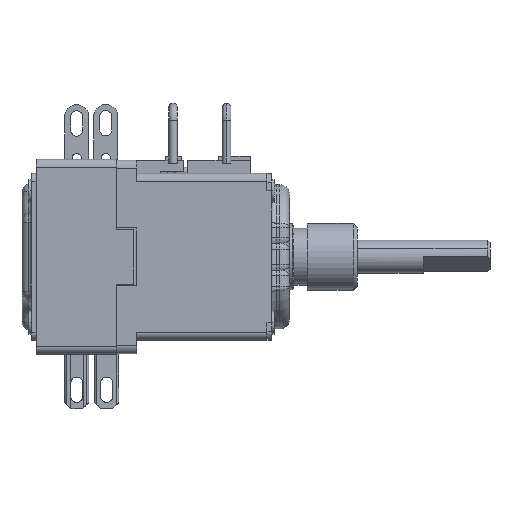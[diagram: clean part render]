
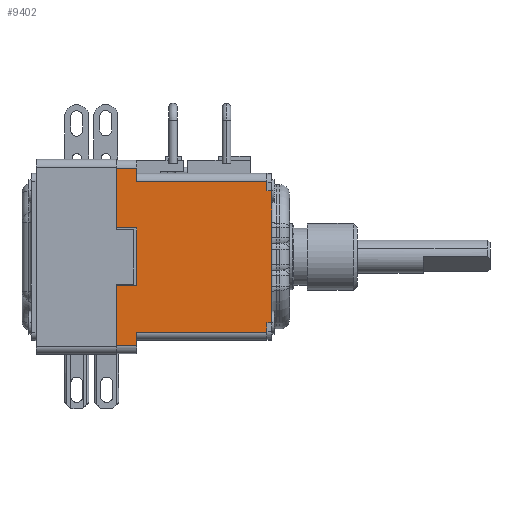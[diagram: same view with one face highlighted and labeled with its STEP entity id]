
A CAD part, left-side view. The second image highlights one B-rep face of the part: STEP entity #9402.
In plain terms, the highlighted planar face has unit normal (-1, 0, 0).
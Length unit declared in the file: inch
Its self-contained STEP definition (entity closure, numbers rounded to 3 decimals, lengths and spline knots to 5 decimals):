
#390=DIRECTION('',(0.,0.,-1.));
#391=VECTOR('',#390,0.494);
#392=CARTESIAN_POINT('',(-0.3125,-0.454,0.247));
#393=LINE('',#392,#391);
#708=DIRECTION('',(0.,0.,1.));
#709=VECTOR('',#708,0.0355);
#710=CARTESIAN_POINT('',(-0.3125,-0.436,-0.2825));
#711=LINE('',#710,#709);
#716=DIRECTION('',(0.,0.,1.));
#717=VECTOR('',#716,0.0355);
#718=CARTESIAN_POINT('',(-0.3125,-0.436,0.247));
#719=LINE('',#718,#717);
#834=DIRECTION('',(0.,0.,1.));
#835=VECTOR('',#834,0.2245);
#836=CARTESIAN_POINT('',(-0.3125,0.127,-0.3325));
#837=LINE('',#836,#835);
#838=DIRECTION('',(0.,1.,0.));
#839=VECTOR('',#838,0.075);
#840=CARTESIAN_POINT('',(-0.3125,0.052,-0.108));
#841=LINE('',#840,#839);
#842=DIRECTION('',(0.,1.,0.));
#843=VECTOR('',#842,0.075);
#844=CARTESIAN_POINT('',(-0.3125,0.052,0.108));
#845=LINE('',#844,#843);
#846=DIRECTION('',(0.,0.,1.));
#847=VECTOR('',#846,0.2245);
#848=CARTESIAN_POINT('',(-0.3125,0.127,0.108));
#849=LINE('',#848,#847);
#850=DIRECTION('',(0.,1.,0.));
#851=VECTOR('',#850,0.018);
#852=CARTESIAN_POINT('',(-0.3125,-0.454,-0.247));
#853=LINE('',#852,#851);
#2138=DIRECTION('',(0.,0.,1.));
#2139=VECTOR('',#2138,0.05);
#2140=CARTESIAN_POINT('',(-0.3125,0.052,0.2825));
#2141=LINE('',#2140,#2139);
#2162=DIRECTION('',(0.,0.,1.));
#2163=VECTOR('',#2162,0.05);
#2164=CARTESIAN_POINT('',(-0.3125,0.052,-0.3325));
#2165=LINE('',#2164,#2163);
#2175=DIRECTION('',(0.,1.,0.));
#2176=VECTOR('',#2175,0.488);
#2177=CARTESIAN_POINT('',(-0.3125,-0.436,0.2825));
#2178=LINE('',#2177,#2176);
#2193=DIRECTION('',(0.,-1.,0.));
#2194=VECTOR('',#2193,0.075);
#2195=CARTESIAN_POINT('',(-0.3125,0.127,0.3325));
#2196=LINE('',#2195,#2194);
#3055=DIRECTION('',(0.,0.,1.));
#3056=VECTOR('',#3055,0.216);
#3057=CARTESIAN_POINT('',(-0.3125,0.052,-0.108));
#3058=LINE('',#3057,#3056);
#3847=DIRECTION('',(0.,-1.,0.));
#3848=VECTOR('',#3847,0.488);
#3849=CARTESIAN_POINT('',(-0.3125,0.052,-0.2825));
#3850=LINE('',#3849,#3848);
#3960=DIRECTION('',(0.,-1.,0.));
#3961=VECTOR('',#3960,0.075);
#3962=CARTESIAN_POINT('',(-0.3125,0.127,-0.3325));
#3963=LINE('',#3962,#3961);
#4249=DIRECTION('',(0.,1.,0.));
#4250=VECTOR('',#4249,0.018);
#4251=CARTESIAN_POINT('',(-0.3125,-0.454,0.247));
#4252=LINE('',#4251,#4250);
#6641=CARTESIAN_POINT('',(-0.3125,-0.436,-0.2825));
#6643=VERTEX_POINT('',#6641);
#6646=CARTESIAN_POINT('',(-0.3125,-0.436,0.2825));
#6648=VERTEX_POINT('',#6646);
#6775=CARTESIAN_POINT('',(-0.3125,-0.454,-0.247));
#6777=VERTEX_POINT('',#6775);
#6809=CARTESIAN_POINT('',(-0.3125,-0.454,0.247));
#6810=VERTEX_POINT('',#6809);
#7314=CARTESIAN_POINT('',(-0.3125,0.052,-0.3325));
#7316=VERTEX_POINT('',#7314);
#7319=CARTESIAN_POINT('',(-0.3125,0.052,0.3325));
#7321=VERTEX_POINT('',#7319);
#7344=CARTESIAN_POINT('',(-0.3125,0.052,-0.2825));
#7345=VERTEX_POINT('',#7344);
#7346=CARTESIAN_POINT('',(-0.3125,0.052,0.2825));
#7347=VERTEX_POINT('',#7346);
#7354=CARTESIAN_POINT('',(-0.3125,0.052,-0.108));
#7355=CARTESIAN_POINT('',(-0.3125,0.052,0.108));
#7356=VERTEX_POINT('',#7354);
#7357=VERTEX_POINT('',#7355);
#7476=CARTESIAN_POINT('',(-0.3125,0.127,-0.3325));
#7477=CARTESIAN_POINT('',(-0.3125,0.127,-0.108));
#7478=VERTEX_POINT('',#7476);
#7479=VERTEX_POINT('',#7477);
#7480=CARTESIAN_POINT('',(-0.3125,0.127,0.108));
#7481=CARTESIAN_POINT('',(-0.3125,0.127,0.3325));
#7482=VERTEX_POINT('',#7480);
#7483=VERTEX_POINT('',#7481);
#8072=CARTESIAN_POINT('',(-0.3125,-0.436,-0.247));
#8074=VERTEX_POINT('',#8072);
#8076=CARTESIAN_POINT('',(-0.3125,-0.436,0.247));
#8078=VERTEX_POINT('',#8076);
#9367=CARTESIAN_POINT('',(-0.3125,0.,-0.3125));
#9368=DIRECTION('',(-1.,0.,0.));
#9369=DIRECTION('',(0.,0.,1.));
#9370=AXIS2_PLACEMENT_3D('',#9367,#9368,#9369);
#9371=PLANE('',#9370);
#9373=ORIENTED_EDGE('',*,*,#9372,.T.);
#9375=ORIENTED_EDGE('',*,*,#9374,.F.);
#9377=ORIENTED_EDGE('',*,*,#9376,.T.);
#9379=ORIENTED_EDGE('',*,*,#9378,.T.);
#9381=ORIENTED_EDGE('',*,*,#9380,.T.);
#9383=ORIENTED_EDGE('',*,*,#9382,.T.);
#9385=ORIENTED_EDGE('',*,*,#9384,.F.);
#9387=ORIENTED_EDGE('',*,*,#9386,.F.);
#9388=ORIENTED_EDGE('',*,*,#9274,.F.);
#9390=ORIENTED_EDGE('',*,*,#9389,.F.);
#9391=ORIENTED_EDGE('',*,*,#8948,.T.);
#9392=ORIENTED_EDGE('',*,*,#9359,.T.);
#9393=ORIENTED_EDGE('',*,*,#9262,.F.);
#9395=ORIENTED_EDGE('',*,*,#9394,.F.);
#9397=ORIENTED_EDGE('',*,*,#9396,.F.);
#9399=ORIENTED_EDGE('',*,*,#9398,.F.);
#9400=EDGE_LOOP('',(#9373,#9375,#9377,#9379,#9381,#9383,#9385,#9387,#9388,#9390,
#9391,#9392,#9393,#9395,#9397,#9399));
#9401=FACE_OUTER_BOUND('',#9400,.F.);
#9402=ADVANCED_FACE('',(#9401),#9371,.T.);
#8948=EDGE_CURVE('',#6810,#6777,#393,.T.);
#9262=EDGE_CURVE('',#6643,#8074,#711,.T.);
#9274=EDGE_CURVE('',#8078,#6648,#719,.T.);
#9359=EDGE_CURVE('',#6777,#8074,#853,.T.);
#9372=EDGE_CURVE('',#7478,#7479,#837,.T.);
#9374=EDGE_CURVE('',#7356,#7479,#841,.T.);
#9376=EDGE_CURVE('',#7356,#7357,#3058,.T.);
#9378=EDGE_CURVE('',#7357,#7482,#845,.T.);
#9380=EDGE_CURVE('',#7482,#7483,#849,.T.);
#9382=EDGE_CURVE('',#7483,#7321,#2196,.T.);
#9384=EDGE_CURVE('',#7347,#7321,#2141,.T.);
#9386=EDGE_CURVE('',#6648,#7347,#2178,.T.);
#9389=EDGE_CURVE('',#6810,#8078,#4252,.T.);
#9394=EDGE_CURVE('',#7345,#6643,#3850,.T.);
#9396=EDGE_CURVE('',#7316,#7345,#2165,.T.);
#9398=EDGE_CURVE('',#7478,#7316,#3963,.T.);
